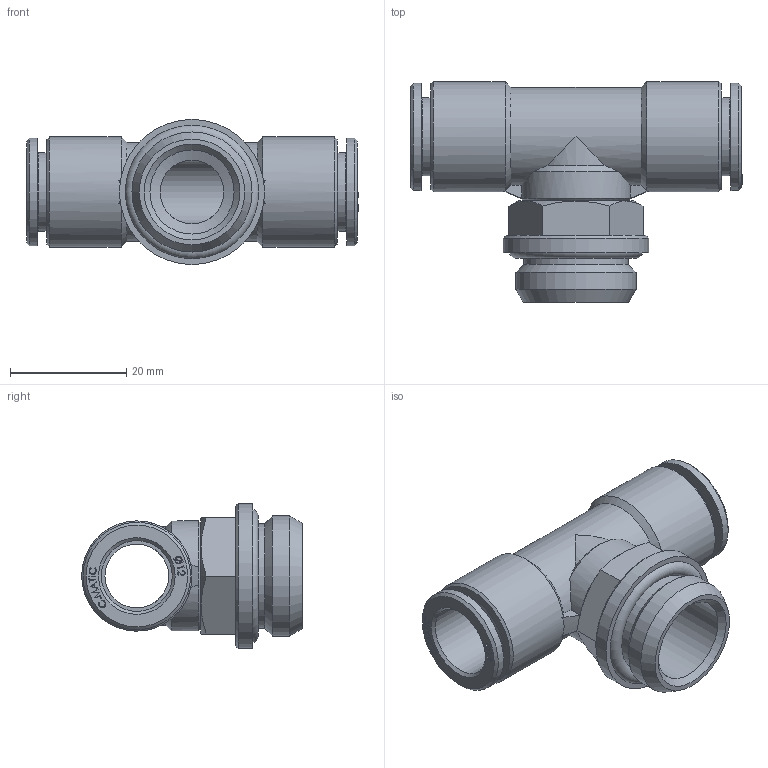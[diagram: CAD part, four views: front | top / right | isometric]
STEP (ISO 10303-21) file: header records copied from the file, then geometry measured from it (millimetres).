
FILE_DESCRIPTION(/* description */ ('STEP AP214'),/* implementation_level */ '2;1');
FILE_NAME(/* name */ 'B0120064',/* time_stamp */ '2023-03-31T09:44:08+02:00',/* author */ ('License CC BY-ND 4.0'),/* organization */ ('CADENAS'),/* preprocessor_version */ 'ST-DEVELOPER v19.3',/* originating_system */ 'PARTsolutions',/* authorisation */ ' ');
FILE_SCHEMA (('AUTOMOTIVE_DESIGN {1 0 10303 214 3 1 1}'));
Length unit declared in the file: millimetre
Products named in the file (2): B0120064; B0120064_PART1
Assembly tree (1 placements, depth 2):
  B0120064
    B0120064_PART1
Bounding box: 57.2 x 38 x 25 mm (x, y, z)
Volume: 11856.7 mm3; surface area: 9046 mm2
Topology: 1 solids, 5 shells, 320 faces, 815 edges, 541 vertices
Faces by surface type: plane 187, bspline 80, cylinder 29, cone 23, torus 1
Full cylindrical faces by diameter (mm): 11 x2, 12.2 x2, 13.5 x2, 14.5 x1, 18 x1, 18.5 x2, 19 x2, 20.7 x1, 25 x1
Entity records: 16038 total; most frequent: CARTESIAN_POINT 6746, ORIENTED_EDGE 1536, DIRECTION 1152, EDGE_CURVE 768, VERTEX_POINT 526, LINE 500, VECTOR 500, EDGE_LOOP 392
